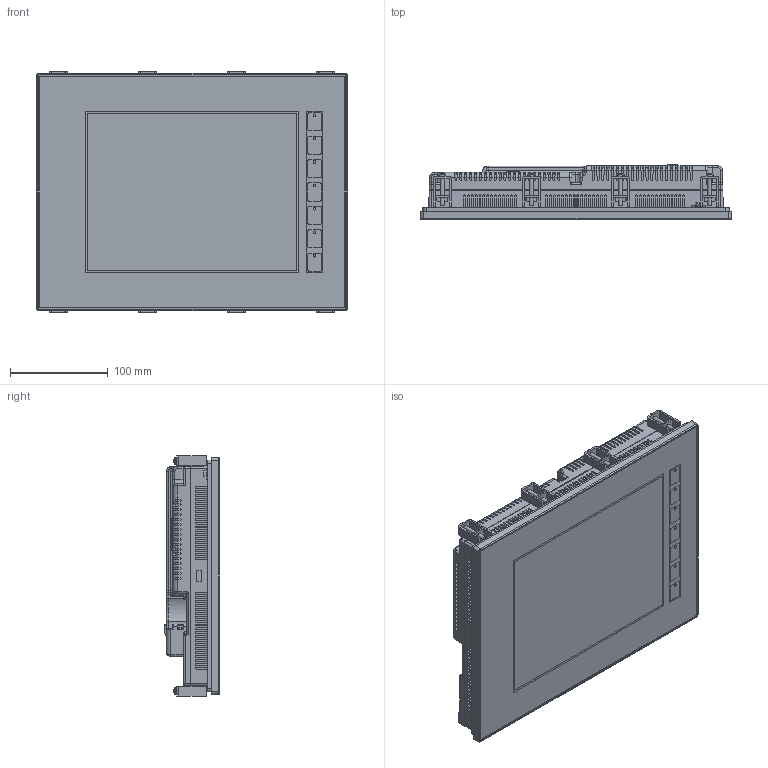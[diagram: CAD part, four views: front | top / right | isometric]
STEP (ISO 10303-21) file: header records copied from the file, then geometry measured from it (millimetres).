
FILE_DESCRIPTION (( 'STEP AP203' ), '1' );
FILE_NAME ('EA3-T10CL_140124.STEP', '2015-02-19T19:42:56', ( '' ), ( '' ), 'SwSTEP 2.0', 'SolidWorks 2013', '' );
FILE_SCHEMA (( 'CONFIG_CONTROL_DESIGN' ));
Products named in the file (1): EA3-T10CL_140124
Bounding box: 318 x 56.8 x 245 mm (x, y, z)
Volume: 3258890.3 mm3; surface area: 292464.2 mm2
Topology: 1 solids, 18 shells, 6748 faces, 18234 edges, 11977 vertices
Faces by surface type: plane 4522, cylinder 1324, cone 706, torus 87, bspline 63, sphere 46
Entity records: 212267 total; most frequent: CARTESIAN_POINT 48218, ORIENTED_EDGE 36428, DIRECTION 31132, EDGE_CURVE 18214, LINE 13656, VECTOR 13656, VERTEX_POINT 11976, AXIS2_PLACEMENT_3D 8738
